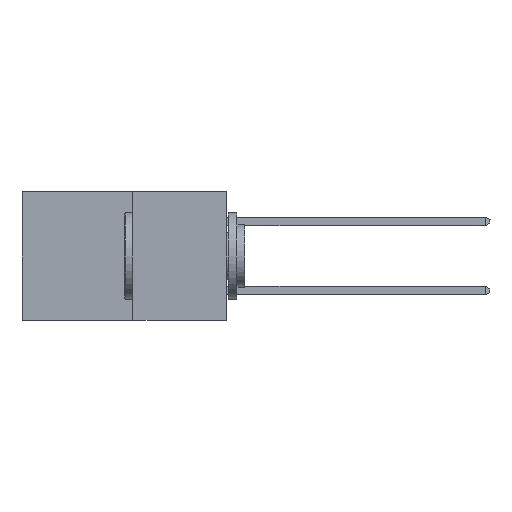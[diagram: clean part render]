
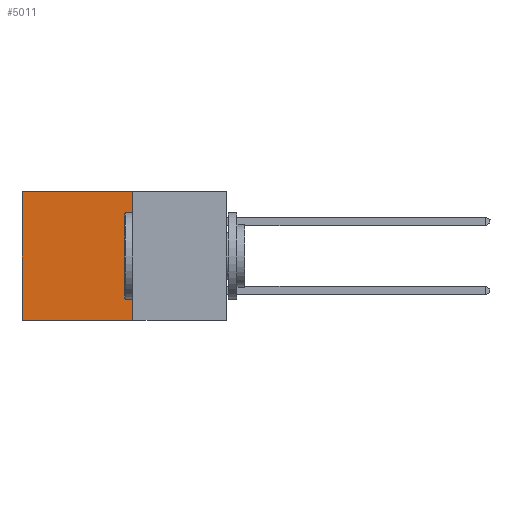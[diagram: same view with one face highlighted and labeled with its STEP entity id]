
A CAD part, left-side view. The second image highlights one B-rep face of the part: STEP entity #5011.
In plain terms, the highlighted planar face has unit normal (-1, 0, 0).
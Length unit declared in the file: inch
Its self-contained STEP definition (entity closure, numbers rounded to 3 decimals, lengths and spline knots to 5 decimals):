
#331 = VERTEX_POINT ( 'NONE', #5010 ) ;
#2147 = DIRECTION ( 'NONE',  ( 0., 0., -1. ) ) ;
#2508 = CARTESIAN_POINT ( 'NONE',  ( 0.277, 0.27, -0.37 ) ) ;
#3721 = VERTEX_POINT ( 'NONE', #26436 ) ;
#4489 = CARTESIAN_POINT ( 'NONE',  ( 0.277, 0.27, -0.37 ) ) ;
#5010 = CARTESIAN_POINT ( 'NONE',  ( 0.277, 0.27, 0. ) ) ;
#5011 = ADVANCED_FACE ( 'NONE', ( #19595 ), #17251, .F. ) ;
#7319 = ORIENTED_EDGE ( 'NONE', *, *, #12590, .T. ) ;
#9017 = AXIS2_PLACEMENT_3D ( 'NONE', #17222, #17182, #16973 ) ;
#10945 = CARTESIAN_POINT ( 'NONE',  ( 0.277, 0.59, 0. ) ) ;
#12068 = DIRECTION ( 'NONE',  ( 0., 1., 0. ) ) ;
#12105 = ORIENTED_EDGE ( 'NONE', *, *, #12790, .F. ) ;
#12269 = EDGE_CURVE ( 'NONE', #17843, #3721, #17299, .T. ) ;
#12590 = EDGE_CURVE ( 'NONE', #331, #17843, #14918, .T. ) ;
#12634 = CARTESIAN_POINT ( 'NONE',  ( 0.277, 0.59, -0.37 ) ) ;
#12790 = EDGE_CURVE ( 'NONE', #26194, #3721, #22249, .T. ) ;
#13663 = DIRECTION ( 'NONE',  ( 0., 1., 0. ) ) ;
#14918 = LINE ( 'NONE', #26353, #19942 ) ;
#15237 = VECTOR ( 'NONE', #12068, 39.37008 ) ;
#15757 = LINE ( 'NONE', #4489, #26967 ) ;
#16614 = VECTOR ( 'NONE', #2147, 39.37008 ) ;
#16973 = DIRECTION ( 'NONE',  ( 0., 0., -1. ) ) ;
#17182 = DIRECTION ( 'NONE',  ( 1., 0., 0. ) ) ;
#17222 = CARTESIAN_POINT ( 'NONE',  ( 0.277, 0.27, -0.37 ) ) ;
#17251 = PLANE ( 'NONE',  #9017 ) ;
#17299 = LINE ( 'NONE', #12634, #16614 ) ;
#17843 = VERTEX_POINT ( 'NONE', #10945 ) ;
#19291 = DIRECTION ( 'NONE',  ( 0., 0., -1. ) ) ;
#19595 = FACE_OUTER_BOUND ( 'NONE', #21451, .T. ) ;
#19942 = VECTOR ( 'NONE', #13663, 39.37008 ) ;
#20625 = ORIENTED_EDGE ( 'NONE', *, *, #12269, .T. ) ;
#21451 = EDGE_LOOP ( 'NONE', ( #20625, #12105, #26723, #7319 ) ) ;
#22249 = LINE ( 'NONE', #26867, #15237 ) ;
#26117 = EDGE_CURVE ( 'NONE', #331, #26194, #15757, .T. ) ;
#26194 = VERTEX_POINT ( 'NONE', #2508 ) ;
#26353 = CARTESIAN_POINT ( 'NONE',  ( 0.277, 0.27, 0. ) ) ;
#26436 = CARTESIAN_POINT ( 'NONE',  ( 0.277, 0.59, -0.37 ) ) ;
#26723 = ORIENTED_EDGE ( 'NONE', *, *, #26117, .F. ) ;
#26867 = CARTESIAN_POINT ( 'NONE',  ( 0.277, 0.27, -0.37 ) ) ;
#26967 = VECTOR ( 'NONE', #19291, 39.37008 ) ;
